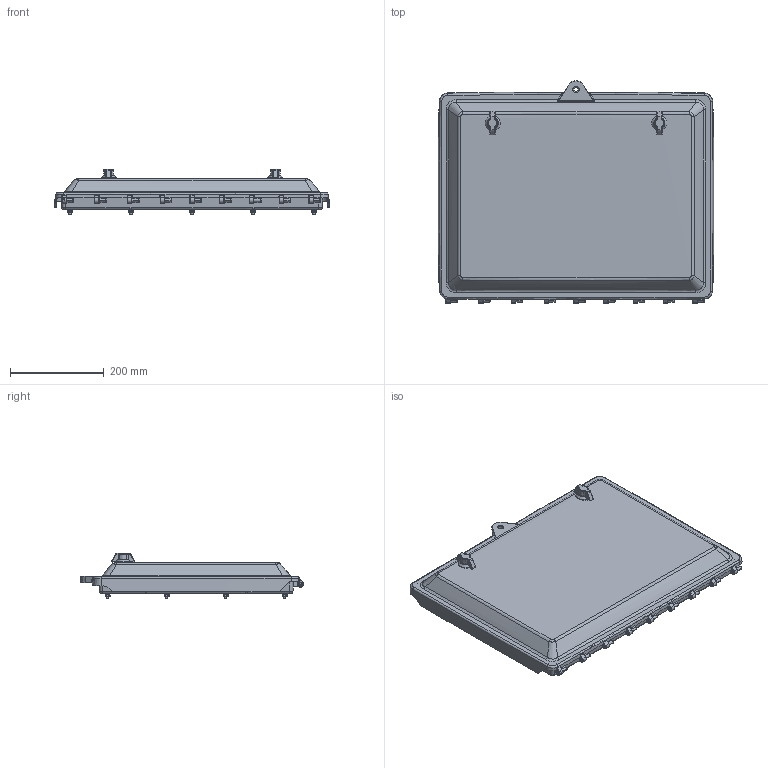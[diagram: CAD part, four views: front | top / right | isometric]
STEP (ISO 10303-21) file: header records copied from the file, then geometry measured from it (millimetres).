
FILE_DESCRIPTION (( 'STEP AP214' ), '1' );
FILE_NAME ('HMICVR2014C.STEP', '2025-02-20T20:58:52', ( '' ), ( '' ), 'SwSTEP 2.0', 'SolidWorks 2024', '' );
FILE_SCHEMA (( 'AUTOMOTIVE_DESIGN' ));
Length unit declared in the file: inch
Products named in the file (1): HMICVR2014C
Bounding box: 587.76 x 475.58 x 96.08 mm (x, y, z)
Volume: 1640074.6 mm3; surface area: 969910.1 mm2
Topology: 71 solids, 71 shells, 2907 faces, 6920 edges, 4170 vertices
Faces by surface type: plane 971, cylinder 709, bspline 587, cone 325, torus 233, sphere 82
Full cylindrical faces by diameter (mm): 0.531 x2, 2.1 x2, 4.826 x14, 5 x30, 5.043 x14, 5.1 x2, 5.5 x2, 6 x2, 6.35 x14, 7.925 x1, 8.331 x9, 9.398 x1, 9.474 x14, 9.525 x1, 10 x28, 13.5 x2, 15 x2, 19.8 x2, 20.376 x2, 21.5 x2, 23.518 x1, 32 x2
Entity records: 104454 total; most frequent: CARTESIAN_POINT 43905, ORIENTED_EDGE 13234, DIRECTION 10592, EDGE_CURVE 6617, AXIS2_PLACEMENT_3D 4175, VERTEX_POINT 4120, EDGE_LOOP 3357, FACE_OUTER_BOUND 3074
